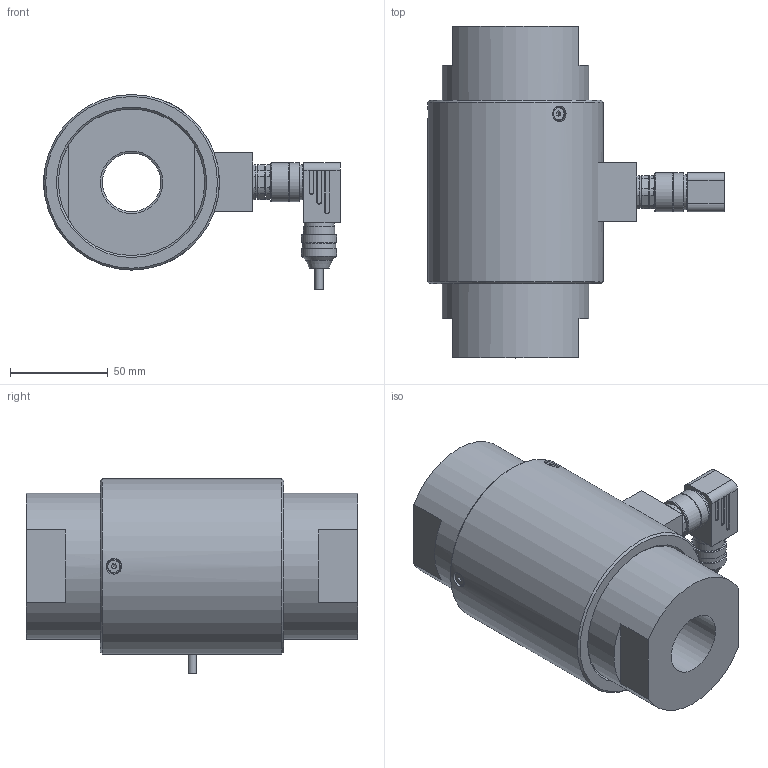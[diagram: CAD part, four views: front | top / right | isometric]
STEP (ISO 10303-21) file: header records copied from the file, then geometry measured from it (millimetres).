
FILE_DESCRIPTION (( 'STEP AP214' ), '1' );
FILE_NAME ('a_ZK2B50k...100K-S1.STEP', '2025-05-07T06:03:03', ( '' ), ( '' ), 'SwSTEP 2.0', 'SolidWorks 2023', '' );
FILE_SCHEMA (( 'AUTOMOTIVE_DESIGN' ));
Length unit declared in the file: millimetre
Products named in the file (1): a_ZK2B50k...100K-S1
Bounding box: 151.95 x 170 x 99.91 mm (x, y, z)
Volume: 821051.5 mm3; surface area: 132680.9 mm2
Topology: 10 solids, 11 shells, 373 faces, 860 edges, 546 vertices
Faces by surface type: plane 180, cylinder 132, cone 42, torus 15, bspline 4
Full cylindrical faces by diameter (mm): 1 x12, 1.5 x4, 2.5 x4, 3.3 x3, 4 x3, 4.2 x1, 4.5 x4, 6 x1, 7 x3, 8 x4, 8.375 x1, 9.95 x1, 10.4 x1, 12 x2, 13.5 x2, 14.5 x1, 15 x1, 15.75 x1, 16 x2, 16.7 x1, 17 x1, 18 x3, 18.2 x1, 20 x2, 24 x2, 30 x1, 32 x2, 74.9 x2, 75 x4, 90 x1
Entity records: 10551 total; most frequent: CARTESIAN_POINT 2558, DIRECTION 1709, ORIENTED_EDGE 1392, EDGE_CURVE 696, AXIS2_PLACEMENT_3D 691, EDGE_LOOP 553, VERTEX_POINT 503, FACE_OUTER_BOUND 455
